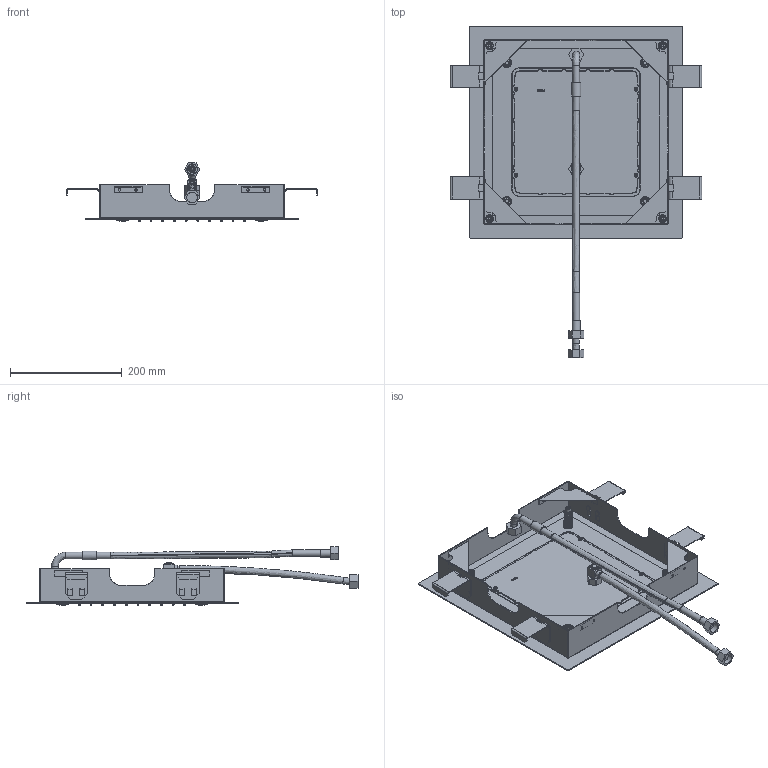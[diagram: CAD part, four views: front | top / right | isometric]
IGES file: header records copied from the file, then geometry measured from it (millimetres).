
Start section: C
Global section: file name: M194.igs; native system: By Siemens PLM Incorporated; preprocessor: XPlus GENERIC/IGES 18.0.17; author: Author; organization: Title; date: 20160427.162135; units: millimetre
Bounding box: 450 x 594.65 x 105.55 mm (x, y, z)
Volume: 755880.2 mm3; surface area: 651068.1 mm2
Topology: 3 solids, 6 shells, 3696 faces, 9068 edges, 5664 vertices
Faces by surface type: bspline 3696
